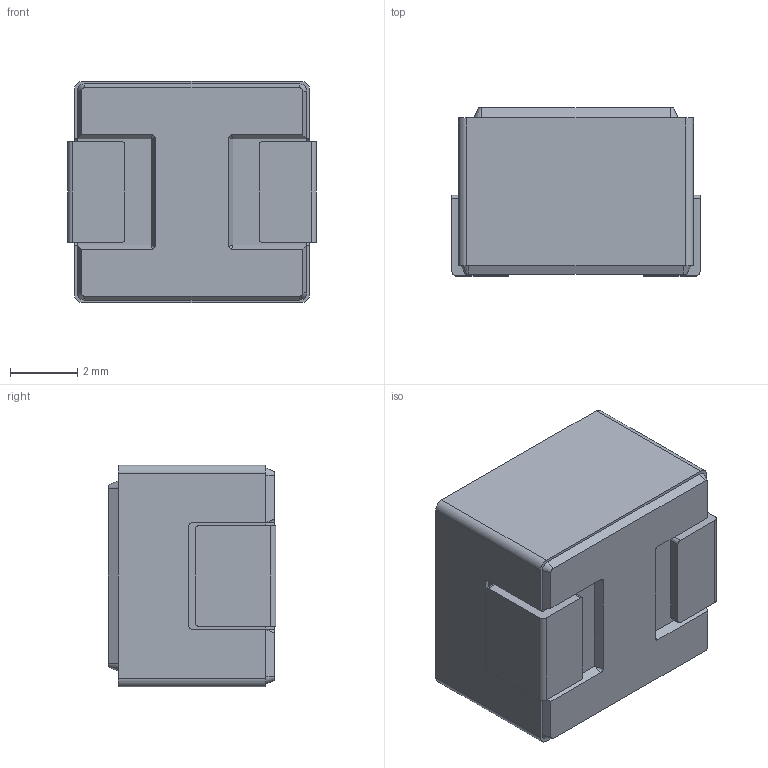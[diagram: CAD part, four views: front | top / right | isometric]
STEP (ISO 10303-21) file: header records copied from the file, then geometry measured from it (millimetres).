
FILE_DESCRIPTION (( 'STEP AP214' ), '1' );
FILE_NAME ('4020350D-6DEF-435E-BE9F-F108D75F7C2D.STEP', '2024-12-20T13:45:46', ( '' ), ( '' ), 'SwSTEP 2.0', 'SolidWorks 2022', '' );
FILE_SCHEMA (( 'AUTOMOTIVE_DESIGN' ));
Length unit declared in the file: millimetre
Products named in the file (1): 4020350D-6DEF-435E-BE9F-F108D75F7C2D
Bounding box: 7.4 x 5 x 6.6 mm (x, y, z)
Volume: 225.2 mm3; surface area: 232.3 mm2
Topology: 1 solids, 1 shells, 125 faces, 346 edges, 228 vertices
Faces by surface type: plane 59, bspline 36, cylinder 18, cone 12
Entity records: 6760 total; most frequent: CARTESIAN_POINT 2972, ORIENTED_EDGE 684, DIRECTION 506, EDGE_CURVE 342, VERTEX_POINT 228, LINE 214, VECTOR 214, AXIS2_PLACEMENT_3D 146
